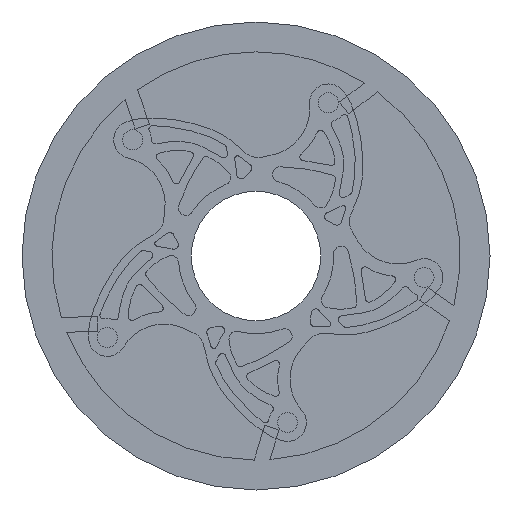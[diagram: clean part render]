
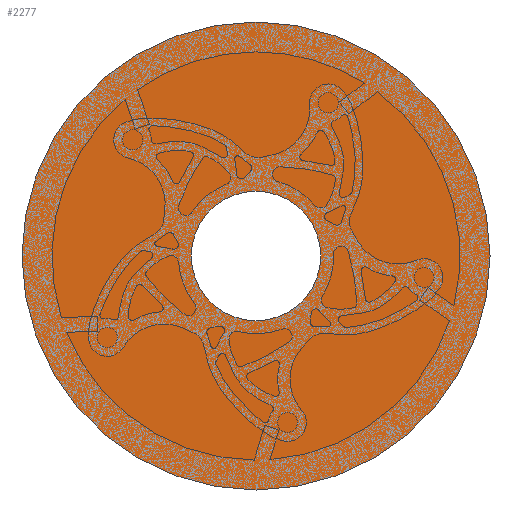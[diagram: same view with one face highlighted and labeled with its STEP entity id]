
A CAD part, front view. The second image highlights one B-rep face of the part: STEP entity #2277.
In plain terms, the highlighted planar face has unit normal (0, -1, 0).
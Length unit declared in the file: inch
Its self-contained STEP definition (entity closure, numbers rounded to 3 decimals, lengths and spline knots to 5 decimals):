
#17 = CIRCLE ( 'NONE', #3314, 1.08268 ) ;
#592 = CIRCLE ( 'NONE', #7457, 3.914 ) ;
#651 = CARTESIAN_POINT ( 'NONE',  ( 0., 0., 0. ) ) ;
#1135 = CARTESIAN_POINT ( 'NONE',  ( 0., 0., 0. ) ) ;
#1236 = DIRECTION ( 'NONE',  ( 0., 0., 1. ) ) ;
#1335 = CARTESIAN_POINT ( 'NONE',  ( 0., 0., 1.08268 ) ) ;
#1449 = DIRECTION ( 'NONE',  ( 0., 1., 0. ) ) ;
#2042 = AXIS2_PLACEMENT_3D ( 'NONE', #5080, #1449, #4438 ) ;
#2197 = DIRECTION ( 'NONE',  ( 0., 0., 1. ) ) ;
#2277 = ADVANCED_FACE ( 'NONE', ( #7347, #2915 ), #5214, .F. ) ;
#2456 = VERTEX_POINT ( 'NONE', #2713 ) ;
#2579 = VERTEX_POINT ( 'NONE', #5892 ) ;
#2669 = EDGE_LOOP ( 'NONE', ( #5121, #7090 ) ) ;
#2713 = CARTESIAN_POINT ( 'NONE',  ( 0., 0., 3.914 ) ) ;
#2806 = CARTESIAN_POINT ( 'NONE',  ( 0., 0., 0. ) ) ;
#2868 = DIRECTION ( 'NONE',  ( 0., 1., 0. ) ) ;
#2915 = FACE_OUTER_BOUND ( 'NONE', #2669, .T. ) ;
#3314 = AXIS2_PLACEMENT_3D ( 'NONE', #1135, #2868, #1236 ) ;
#4088 = CARTESIAN_POINT ( 'NONE',  ( 0., 0., -3.914 ) ) ;
#4438 = DIRECTION ( 'NONE',  ( 0., 0., 1. ) ) ;
#4994 = DIRECTION ( 'NONE',  ( 0., 1., 0. ) ) ;
#5080 = CARTESIAN_POINT ( 'NONE',  ( 0., 0., 0. ) ) ;
#5121 = ORIENTED_EDGE ( 'NONE', *, *, #5500, .F. ) ;
#5214 = PLANE ( 'NONE',  #9322 ) ;
#5500 = EDGE_CURVE ( 'NONE', #8911, #2456, #7370, .T. ) ;
#5771 = ORIENTED_EDGE ( 'NONE', *, *, #8734, .T. ) ;
#5892 = CARTESIAN_POINT ( 'NONE',  ( 0., 0., -1.08268 ) ) ;
#6012 = VERTEX_POINT ( 'NONE', #1335 ) ;
#6043 = EDGE_CURVE ( 'NONE', #6012, #2579, #17, .T. ) ;
#6255 = CIRCLE ( 'NONE', #2042, 1.08268 ) ;
#6518 = DIRECTION ( 'NONE',  ( 0., 0., 1. ) ) ;
#6589 = EDGE_LOOP ( 'NONE', ( #6880, #5771 ) ) ;
#6880 = ORIENTED_EDGE ( 'NONE', *, *, #6043, .T. ) ;
#7090 = ORIENTED_EDGE ( 'NONE', *, *, #9370, .F. ) ;
#7347 = FACE_BOUND ( 'NONE', #6589, .T. ) ;
#7370 = CIRCLE ( 'NONE', #7520, 3.914 ) ;
#7457 = AXIS2_PLACEMENT_3D ( 'NONE', #2806, #8917, #6518 ) ;
#7520 = AXIS2_PLACEMENT_3D ( 'NONE', #9679, #4994, #2197 ) ;
#8129 = DIRECTION ( 'NONE',  ( 0., 1., 0. ) ) ;
#8734 = EDGE_CURVE ( 'NONE', #2579, #6012, #6255, .T. ) ;
#8911 = VERTEX_POINT ( 'NONE', #4088 ) ;
#8917 = DIRECTION ( 'NONE',  ( 0., 1., 0. ) ) ;
#8922 = DIRECTION ( 'NONE',  ( 0., 0., 1. ) ) ;
#9322 = AXIS2_PLACEMENT_3D ( 'NONE', #651, #8129, #8922 ) ;
#9370 = EDGE_CURVE ( 'NONE', #2456, #8911, #592, .T. ) ;
#9679 = CARTESIAN_POINT ( 'NONE',  ( 0., 0., 0. ) ) ;
